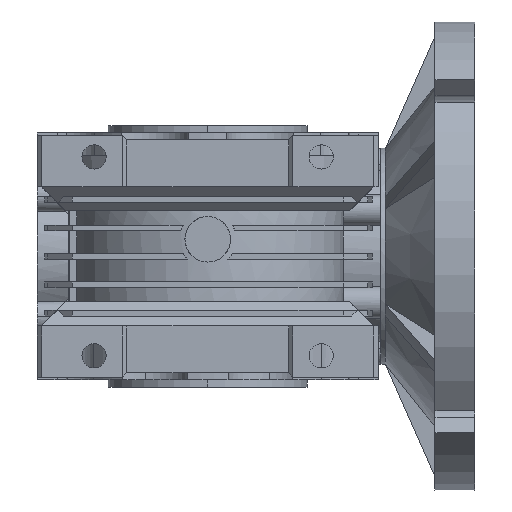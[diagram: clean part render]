
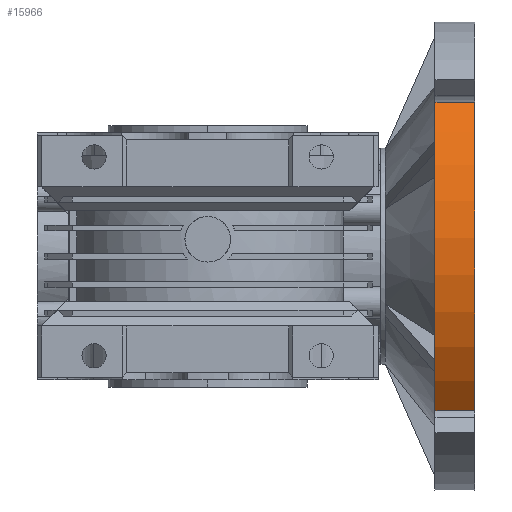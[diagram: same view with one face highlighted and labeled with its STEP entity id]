
A CAD part, front view. The second image highlights one B-rep face of the part: STEP entity #15966.
In plain terms, the highlighted cylindrical face has radius 82.5 mm (diameter 165 mm), a partial arc.
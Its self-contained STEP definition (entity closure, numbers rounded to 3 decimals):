
#1599 = DIRECTION ( 'NONE',  ( -1., 0., 0. ) ) ;
#1632 = CARTESIAN_POINT ( 'NONE',  ( 94., -12.096, -54.317 ) ) ;
#1776 = LINE ( 'NONE', #9178, #26660 ) ;
#3787 = CIRCLE ( 'NONE', #18519, 82.5 ) ;
#5304 = EDGE_CURVE ( 'NONE', #9968, #8988, #5993, .T. ) ;
#5993 = LINE ( 'NONE', #7955, #21798 ) ;
#6162 = ORIENTED_EDGE ( 'NONE', *, *, #25681, .T. ) ;
#7158 = CARTESIAN_POINT ( 'NONE',  ( 80., -12.096, 54.317 ) ) ;
#7553 = CARTESIAN_POINT ( 'NONE',  ( 80., 50., 0. ) ) ;
#7955 = CARTESIAN_POINT ( 'NONE',  ( 90., -12.096, 54.317 ) ) ;
#8653 = CIRCLE ( 'NONE', #26467, 82.5 ) ;
#8988 = VERTEX_POINT ( 'NONE', #7158 ) ;
#9178 = CARTESIAN_POINT ( 'NONE',  ( 90., -12.096, -54.317 ) ) ;
#9604 = DIRECTION ( 'NONE',  ( 0., 0., 1. ) ) ;
#9968 = VERTEX_POINT ( 'NONE', #12537 ) ;
#10021 = DIRECTION ( 'NONE',  ( -1., 0., 0. ) ) ;
#10423 = CARTESIAN_POINT ( 'NONE',  ( 94., 50., 0. ) ) ;
#11898 = DIRECTION ( 'NONE',  ( 0., 0., 1. ) ) ;
#11968 = VERTEX_POINT ( 'NONE', #1632 ) ;
#12490 = DIRECTION ( 'NONE',  ( 0., 0., -1. ) ) ;
#12537 = CARTESIAN_POINT ( 'NONE',  ( 94., -12.096, 54.317 ) ) ;
#12826 = VERTEX_POINT ( 'NONE', #13543 ) ;
#12856 = EDGE_CURVE ( 'NONE', #8988, #12826, #8653, .T. ) ;
#13401 = FACE_OUTER_BOUND ( 'NONE', #20906, .T. ) ;
#13543 = CARTESIAN_POINT ( 'NONE',  ( 80., -12.096, -54.317 ) ) ;
#15449 = EDGE_CURVE ( 'NONE', #9968, #11968, #3787, .T. ) ;
#15966 = ADVANCED_FACE ( 'NONE', ( #13401 ), #18261, .T. ) ;
#17537 = ORIENTED_EDGE ( 'NONE', *, *, #12856, .T. ) ;
#18261 = CYLINDRICAL_SURFACE ( 'NONE', #23027, 82.5 ) ;
#18519 = AXIS2_PLACEMENT_3D ( 'NONE', #10423, #24875, #12490 ) ;
#20410 = ORIENTED_EDGE ( 'NONE', *, *, #15449, .F. ) ;
#20906 = EDGE_LOOP ( 'NONE', ( #6162, #20410, #24493, #17537 ) ) ;
#21798 = VECTOR ( 'NONE', #10021, 1000. ) ;
#21974 = DIRECTION ( 'NONE',  ( 1., 0., 0. ) ) ;
#23027 = AXIS2_PLACEMENT_3D ( 'NONE', #26366, #1599, #11898 ) ;
#24493 = ORIENTED_EDGE ( 'NONE', *, *, #5304, .T. ) ;
#24875 = DIRECTION ( 'NONE',  ( 1., 0., 0. ) ) ;
#25681 = EDGE_CURVE ( 'NONE', #12826, #11968, #1776, .T. ) ;
#25731 = DIRECTION ( 'NONE',  ( 1., 0., 0. ) ) ;
#26366 = CARTESIAN_POINT ( 'NONE',  ( 90., 50., 0. ) ) ;
#26467 = AXIS2_PLACEMENT_3D ( 'NONE', #7553, #21974, #9604 ) ;
#26660 = VECTOR ( 'NONE', #25731, 1000. ) ;
